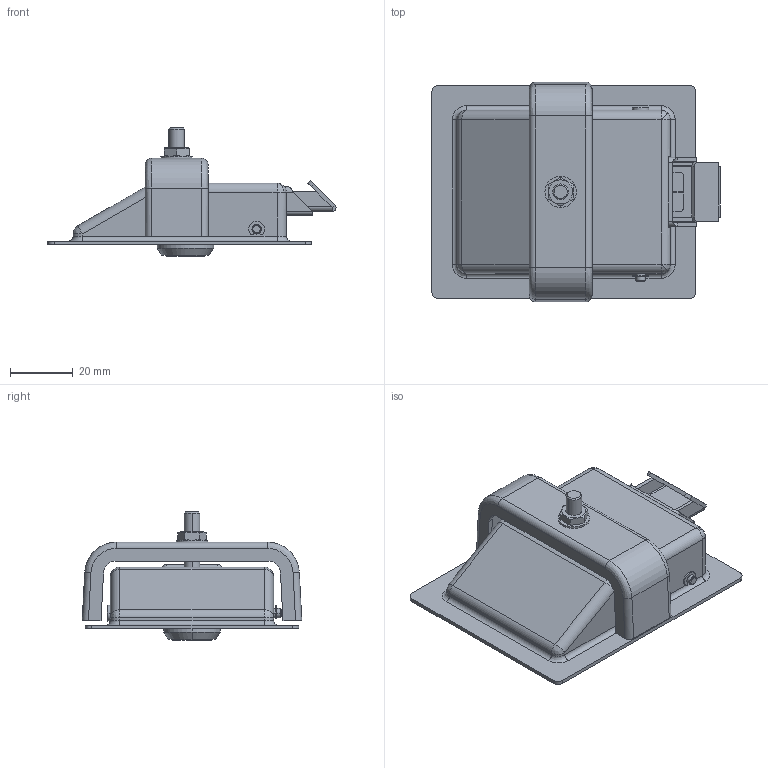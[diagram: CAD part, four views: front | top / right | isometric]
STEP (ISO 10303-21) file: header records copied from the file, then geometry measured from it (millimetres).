
FILE_DESCRIPTION(/* description */ (''),/* implementation_level */ '2;1');
FILE_NAME(/* name */ 'ms866-4-4A',/* time_stamp */ '2024-10-24T15:42:45+08:00',/* author */ (''),/* organization */ (''),/* preprocessor_version */ 'ST-DEVELOPER v19.2',/* originating_system */ 'Rhino 8.5',/* authorisation */ '');
FILE_SCHEMA (('CONFIG_CONTROL_DESIGN'));
Length unit declared in the file: millimetre
Products named in the file (1): Document
Bounding box: 91.8 x 70 x 40.9 mm (x, y, z)
Volume: 24269.1 mm3; surface area: 43853.5 mm2
Topology: 25 solids, 26 shells, 957 faces, 2445 edges, 1526 vertices
Faces by surface type: plane 464, cylinder 270, bspline 223
Entity records: 61551 total; most frequent: CARTESIAN_POINT 42199, ORIENTED_EDGE 4866, EDGE_CURVE 2437, DIRECTION 2046, B_SPLINE_CURVE_WITH_KNOTS 1784, VERTEX_POINT 1526, AXIS2_PLACEMENT_3D 1390, EDGE_LOOP 1021
